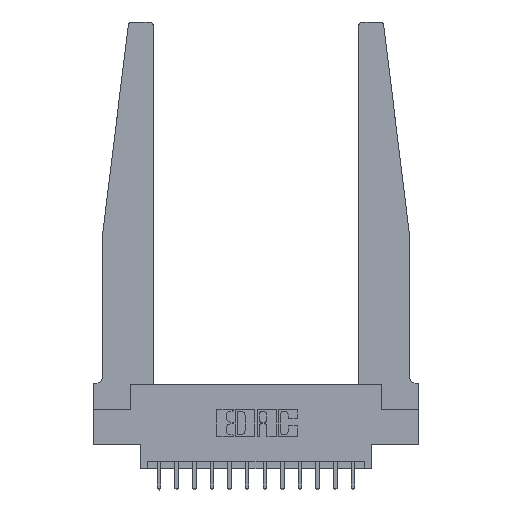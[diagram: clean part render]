
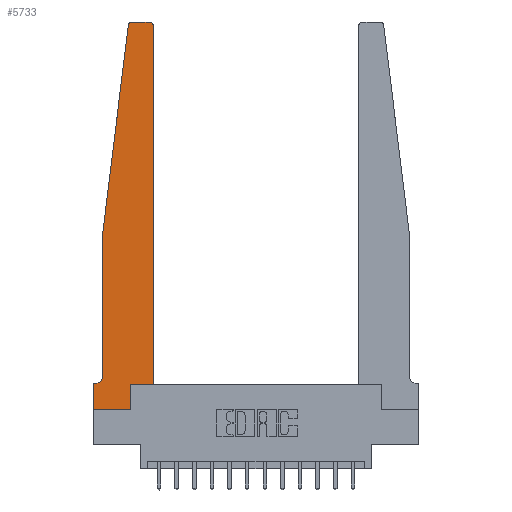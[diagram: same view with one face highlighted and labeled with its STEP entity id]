
A CAD part, top view. The second image highlights one B-rep face of the part: STEP entity #5733.
In plain terms, the highlighted planar face has unit normal (0, 0, 1).
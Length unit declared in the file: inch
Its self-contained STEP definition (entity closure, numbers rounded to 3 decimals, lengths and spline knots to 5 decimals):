
#174 = VERTEX_POINT ( 'NONE', #10196 ) ;
#205 = CARTESIAN_POINT ( 'NONE',  ( 0.425, 0.18, 0.37 ) ) ;
#233 = VECTOR ( 'NONE', #12480, 39.37008 ) ;
#666 = VERTEX_POINT ( 'NONE', #3714 ) ;
#787 = DIRECTION ( 'NONE',  ( 1., 0., 0. ) ) ;
#897 = CIRCLE ( 'NONE', #12385, 0.03 ) ;
#1151 = ORIENTED_EDGE ( 'NONE', *, *, #11239, .T. ) ;
#1172 = LINE ( 'NONE', #5035, #14627 ) ;
#1430 = ORIENTED_EDGE ( 'NONE', *, *, #13692, .T. ) ;
#1867 = ORIENTED_EDGE ( 'NONE', *, *, #6827, .T. ) ;
#1921 = EDGE_CURVE ( 'NONE', #5293, #3894, #3786, .T. ) ;
#1974 = VERTEX_POINT ( 'NONE', #4143 ) ;
#1993 = CARTESIAN_POINT ( 'NONE',  ( 0.27653, 2.72, 0.37 ) ) ;
#2008 = CARTESIAN_POINT ( 'NONE',  ( 0.425, 2.72, 0.37 ) ) ;
#2199 = VECTOR ( 'NONE', #6783, 39.37008 ) ;
#2352 = CARTESIAN_POINT ( 'NONE',  ( 0.425, 0.18, 0.37 ) ) ;
#2496 = LINE ( 'NONE', #205, #5636 ) ;
#2595 = FACE_OUTER_BOUND ( 'NONE', #4237, .T. ) ;
#2877 = CARTESIAN_POINT ( 'NONE',  ( 0., 0., 0.37 ) ) ;
#2987 = VERTEX_POINT ( 'NONE', #2008 ) ;
#3343 = DIRECTION ( 'NONE',  ( 1., 0., 0. ) ) ;
#3426 = ORIENTED_EDGE ( 'NONE', *, *, #8488, .T. ) ;
#3714 = CARTESIAN_POINT ( 'NONE',  ( 0.395, 2.75, 0.37 ) ) ;
#3786 = LINE ( 'NONE', #8367, #233 ) ;
#3894 = VERTEX_POINT ( 'NONE', #5887 ) ;
#4143 = CARTESIAN_POINT ( 'NONE',  ( 0., 0.1875, 0.37 ) ) ;
#4237 = EDGE_LOOP ( 'NONE', ( #7526, #1867, #7587, #7194, #3426, #6750, #1151, #1430, #5395, #13326, #8489, #8683 ) ) ;
#4862 = CARTESIAN_POINT ( 'NONE',  ( 0.25, 2.75, 0.37 ) ) ;
#4993 = CIRCLE ( 'NONE', #5228, 0.05 ) ;
#5035 = CARTESIAN_POINT ( 'NONE',  ( 0., 0., 0.37 ) ) ;
#5215 = LINE ( 'NONE', #5813, #14713 ) ;
#5228 = AXIS2_PLACEMENT_3D ( 'NONE', #15229, #7799, #16712 ) ;
#5293 = VERTEX_POINT ( 'NONE', #16669 ) ;
#5395 = ORIENTED_EDGE ( 'NONE', *, *, #8253, .T. ) ;
#5510 = VERTEX_POINT ( 'NONE', #9515 ) ;
#5554 = DIRECTION ( 'NONE',  ( 1., 0., 0. ) ) ;
#5636 = VECTOR ( 'NONE', #15794, 39.37008 ) ;
#5733 = ADVANCED_FACE ( 'NONE', ( #2595 ), #7393, .T. ) ;
#5752 = VECTOR ( 'NONE', #10096, 39.37008 ) ;
#5767 = EDGE_CURVE ( 'NONE', #2987, #666, #12657, .T. ) ;
#5783 = EDGE_CURVE ( 'NONE', #666, #9364, #15582, .T. ) ;
#5813 = CARTESIAN_POINT ( 'NONE',  ( 0.2605, 0.18, 0.37 ) ) ;
#5887 = CARTESIAN_POINT ( 'NONE',  ( 0.065, 0.2375, 0.37 ) ) ;
#6169 = LINE ( 'NONE', #9403, #2199 ) ;
#6209 = DIRECTION ( 'NONE',  ( 0., 0., 1. ) ) ;
#6447 = CARTESIAN_POINT ( 'NONE',  ( 0.2605, 0., 0.37 ) ) ;
#6750 = ORIENTED_EDGE ( 'NONE', *, *, #10879, .T. ) ;
#6783 = DIRECTION ( 'NONE',  ( -0.122, -0.992, 0. ) ) ;
#6827 = EDGE_CURVE ( 'NONE', #9364, #174, #897, .T. ) ;
#6968 = LINE ( 'NONE', #2877, #10416 ) ;
#7040 = VERTEX_POINT ( 'NONE', #6447 ) ;
#7194 = ORIENTED_EDGE ( 'NONE', *, *, #1921, .T. ) ;
#7328 = VERTEX_POINT ( 'NONE', #7828 ) ;
#7393 = PLANE ( 'NONE',  #15829 ) ;
#7526 = ORIENTED_EDGE ( 'NONE', *, *, #5783, .T. ) ;
#7587 = ORIENTED_EDGE ( 'NONE', *, *, #11406, .T. ) ;
#7622 = VECTOR ( 'NONE', #14111, 39.37008 ) ;
#7799 = DIRECTION ( 'NONE',  ( 0., 0., -1. ) ) ;
#7820 = CARTESIAN_POINT ( 'NONE',  ( 0., 0., 0.37 ) ) ;
#7828 = CARTESIAN_POINT ( 'NONE',  ( 0.2605, 0.18, 0.37 ) ) ;
#7941 = CARTESIAN_POINT ( 'NONE',  ( 0.065, 0.1875, 0.37 ) ) ;
#8095 = DIRECTION ( 'NONE',  ( -1., 0., 0. ) ) ;
#8253 = EDGE_CURVE ( 'NONE', #7040, #7328, #5215, .T. ) ;
#8367 = CARTESIAN_POINT ( 'NONE',  ( 0.065, 1.25, 0.37 ) ) ;
#8488 = EDGE_CURVE ( 'NONE', #3894, #5510, #4993, .T. ) ;
#8489 = ORIENTED_EDGE ( 'NONE', *, *, #8672, .T. ) ;
#8672 = EDGE_CURVE ( 'NONE', #16208, #2987, #2496, .T. ) ;
#8683 = ORIENTED_EDGE ( 'NONE', *, *, #5767, .T. ) ;
#8714 = DIRECTION ( 'NONE',  ( 0., 0., 1. ) ) ;
#9364 = VERTEX_POINT ( 'NONE', #15772 ) ;
#9403 = CARTESIAN_POINT ( 'NONE',  ( 0.065, 1.25, 0.37 ) ) ;
#9515 = CARTESIAN_POINT ( 'NONE',  ( 0.015, 0.1875, 0.37 ) ) ;
#9640 = LINE ( 'NONE', #7941, #12693 ) ;
#9731 = DIRECTION ( 'NONE',  ( 0., 1., 0. ) ) ;
#10026 = EDGE_CURVE ( 'NONE', #7328, #16208, #11096, .T. ) ;
#10096 = DIRECTION ( 'NONE',  ( -1., 0., 0. ) ) ;
#10196 = CARTESIAN_POINT ( 'NONE',  ( 0.24675, 2.72367, 0.37 ) ) ;
#10416 = VECTOR ( 'NONE', #5554, 39.37008 ) ;
#10879 = EDGE_CURVE ( 'NONE', #5510, #1974, #9640, .T. ) ;
#11096 = LINE ( 'NONE', #2352, #7622 ) ;
#11184 = DIRECTION ( 'NONE',  ( 0., 0., 1. ) ) ;
#11239 = EDGE_CURVE ( 'NONE', #1974, #14191, #1172, .T. ) ;
#11406 = EDGE_CURVE ( 'NONE', #174, #5293, #6169, .T. ) ;
#12385 = AXIS2_PLACEMENT_3D ( 'NONE', #1993, #11184, #3343 ) ;
#12480 = DIRECTION ( 'NONE',  ( 0., -1., 0. ) ) ;
#12657 = CIRCLE ( 'NONE', #13329, 0.03 ) ;
#12693 = VECTOR ( 'NONE', #8095, 39.37008 ) ;
#13326 = ORIENTED_EDGE ( 'NONE', *, *, #10026, .T. ) ;
#13329 = AXIS2_PLACEMENT_3D ( 'NONE', #13964, #6209, #15176 ) ;
#13692 = EDGE_CURVE ( 'NONE', #14191, #7040, #6968, .T. ) ;
#13964 = CARTESIAN_POINT ( 'NONE',  ( 0.395, 2.72, 0.37 ) ) ;
#14111 = DIRECTION ( 'NONE',  ( 1., 0., 0. ) ) ;
#14191 = VERTEX_POINT ( 'NONE', #7820 ) ;
#14627 = VECTOR ( 'NONE', #15363, 39.37008 ) ;
#14713 = VECTOR ( 'NONE', #9731, 39.37008 ) ;
#15176 = DIRECTION ( 'NONE',  ( 1., 0., 0. ) ) ;
#15229 = CARTESIAN_POINT ( 'NONE',  ( 0.015, 0.2375, 0.37 ) ) ;
#15363 = DIRECTION ( 'NONE',  ( 0., -1., 0. ) ) ;
#15582 = LINE ( 'NONE', #4862, #5752 ) ;
#15772 = CARTESIAN_POINT ( 'NONE',  ( 0.27653, 2.75, 0.37 ) ) ;
#15794 = DIRECTION ( 'NONE',  ( 0., 1., 0. ) ) ;
#15829 = AXIS2_PLACEMENT_3D ( 'NONE', #16339, #8714, #787 ) ;
#16208 = VERTEX_POINT ( 'NONE', #16514 ) ;
#16339 = CARTESIAN_POINT ( 'NONE',  ( 0., 0.1875, 0.37 ) ) ;
#16514 = CARTESIAN_POINT ( 'NONE',  ( 0.425, 0.18, 0.37 ) ) ;
#16669 = CARTESIAN_POINT ( 'NONE',  ( 0.065, 1.25, 0.37 ) ) ;
#16712 = DIRECTION ( 'NONE',  ( -1., 0., 0. ) ) ;
